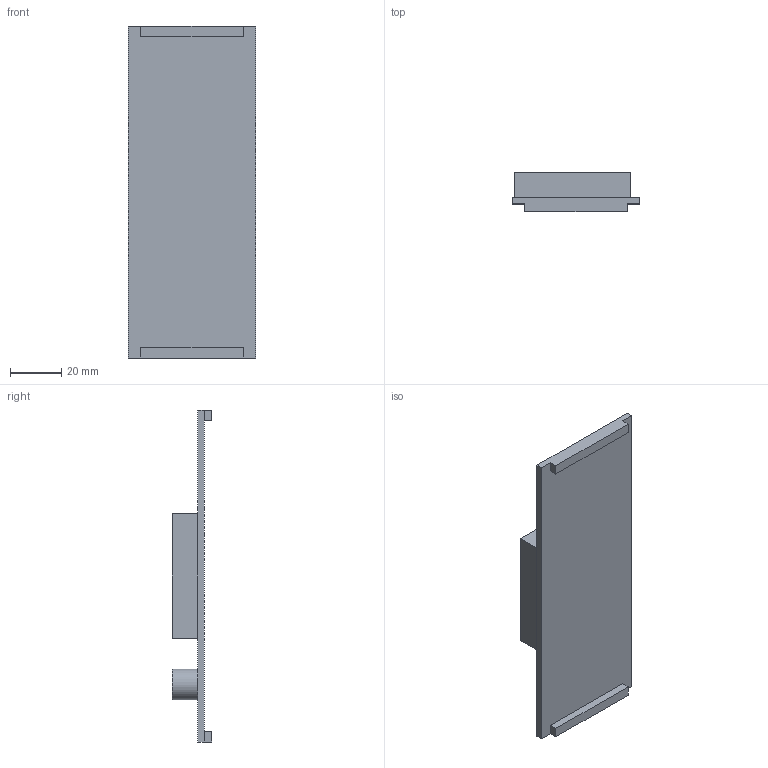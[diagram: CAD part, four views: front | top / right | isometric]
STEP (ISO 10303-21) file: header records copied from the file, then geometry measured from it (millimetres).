
FILE_DESCRIPTION(/* description */ (''),/* implementation_level */ '2;1');
FILE_NAME(/* name */ 'ванна для nema движка.stp',/* time_stamp */ '2025-02-10T21:03:16+03:00',/* author */ ('s3dok'),/* organization */ (''),/* preprocessor_version */ 'ST-DEVELOPER v18.1',/* originating_system */ 'Autodesk Inventor 2022',/* authorisation */ '');
FILE_SCHEMA (('AUTOMOTIVE_DESIGN { 1 0 10303 214 3 1 1 }'));
Length unit declared in the file: millimetre
Products named in the file (1): ванна для nema движка
Bounding box: 50 x 15.5 x 130 mm (x, y, z)
Volume: 21800.8 mm3; surface area: 17804.9 mm2
Topology: 1 solids, 1 shells, 27 faces, 66 edges, 44 vertices
Faces by surface type: plane 25, cylinder 2
Full cylindrical faces by diameter (mm): 8.4 x1, 12 x1
Entity records: 825 total; most frequent: CARTESIAN_POINT 138, ORIENTED_EDGE 132, DIRECTION 126, EDGE_CURVE 66, LINE 62, VECTOR 62, VERTEX_POINT 44, AXIS2_PLACEMENT_3D 32
